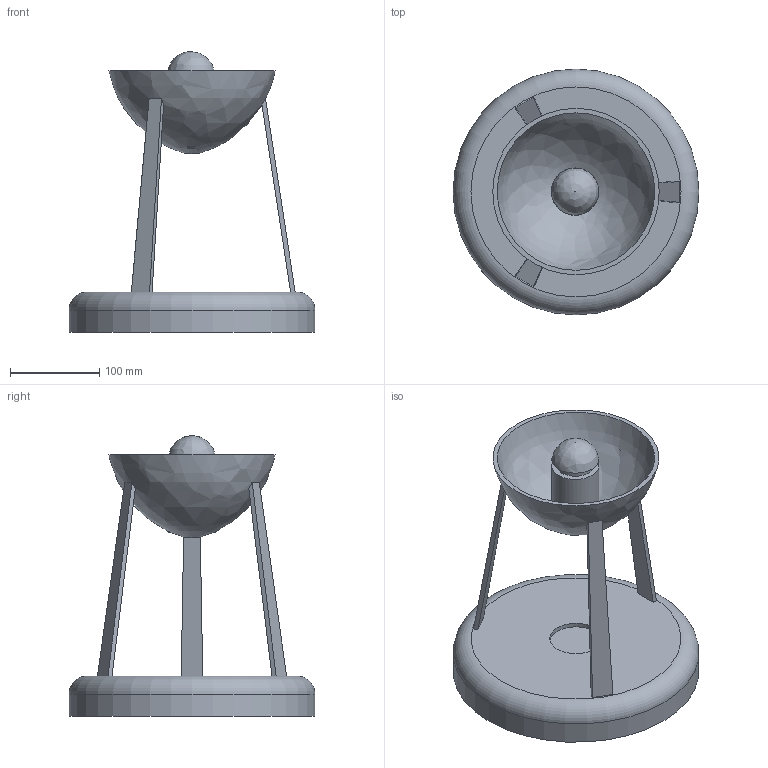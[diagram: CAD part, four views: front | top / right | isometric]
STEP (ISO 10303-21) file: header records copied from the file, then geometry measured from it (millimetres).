
FILE_DESCRIPTION(/* description */ (''),/* implementation_level */ '2;1');
FILE_NAME(/* name */ 'Ready to Print Final v1.step',/* time_stamp */ '2024-02-14T22:15:30-08:00',/* author */ (''),/* organization */ (''),/* preprocessor_version */ 'ST-DEVELOPER v20',/* originating_system */ 'Autodesk Translation Framework v12.14.0.127',/* authorisation */ '');
FILE_SCHEMA (('AUTOMOTIVE_DESIGN { 1 0 10303 214 3 1 1 }'));
Length unit declared in the file: millimetre
Products named in the file (14): Ready to Print Final; bowl; button; gear; pawl; trigger; gear pole; pawl pole; shelf; cylinder; pillar 1; pillar 2; pillar 3; base
Assembly tree (13 placements, depth 2):
  Ready to Print Final
    bowl
    button
    gear
    pawl
    trigger
    gear pole
    pawl pole
    shelf
    cylinder
    pillar 1
    pillar 2
    pillar 3
    base
Bounding box: 275 x 275 x 314.08 mm (x, y, z)
Volume: 2978369.5 mm3; surface area: 323663.5 mm2
Topology: 13 solids, 13 shells, 359 faces, 916 edges, 592 vertices
Faces by surface type: plane 220, cylinder 111, cone 18, bspline 9, torus 1
Full cylindrical faces by diameter (mm): 1.908 x2, 2.226 x6, 2.337 x3, 49.82 x2, 53 x1, 59 x1, 275 x1
Entity records: 11612 total; most frequent: CARTESIAN_POINT 2373, DIRECTION 1907, ORIENTED_EDGE 1808, EDGE_CURVE 904, AXIS2_PLACEMENT_3D 669, VERTEX_POINT 592, LINE 569, VECTOR 569
